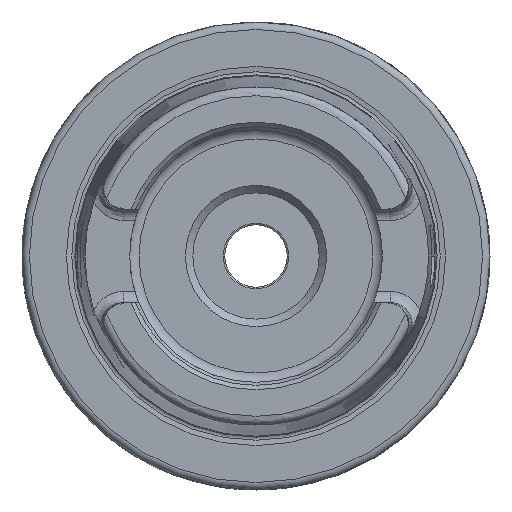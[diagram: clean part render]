
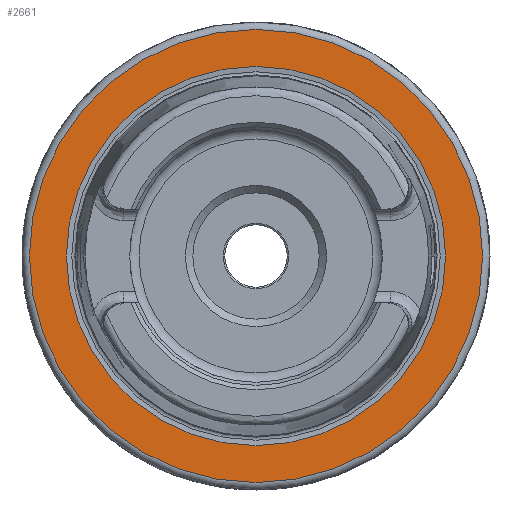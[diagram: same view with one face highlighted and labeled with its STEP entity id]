
A CAD part, left-side view. The second image highlights one B-rep face of the part: STEP entity #2661.
In plain terms, the highlighted planar face has unit normal (-1, 0, 0).
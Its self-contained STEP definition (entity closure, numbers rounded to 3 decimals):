
#127=PLANE('',#2977);
#264=FACE_OUTER_BOUND('',#633,.T.);
#434=CIRCLE('',#2975,25.521);
#435=CIRCLE('',#2976,25.521);
#436=CIRCLE('',#2978,30.5);
#437=CIRCLE('',#2979,30.5);
#481=FACE_BOUND('',#634,.T.);
#633=EDGE_LOOP('',(#2489,#2490));
#634=EDGE_LOOP('',(#2491,#2492));
#1245=VERTEX_POINT('',#6332);
#1246=VERTEX_POINT('',#6334);
#1247=VERTEX_POINT('',#6338);
#1248=VERTEX_POINT('',#6339);
#1661=EDGE_CURVE('',#1246,#1245,#434,.T.);
#1662=EDGE_CURVE('',#1245,#1246,#435,.T.);
#1663=EDGE_CURVE('',#1247,#1248,#436,.T.);
#1664=EDGE_CURVE('',#1248,#1247,#437,.T.);
#2489=ORIENTED_EDGE('',*,*,#1663,.F.);
#2490=ORIENTED_EDGE('',*,*,#1664,.F.);
#2491=ORIENTED_EDGE('',*,*,#1661,.T.);
#2492=ORIENTED_EDGE('',*,*,#1662,.T.);
#2661=ADVANCED_FACE('',(#264,#481),#127,.T.);
#2975=AXIS2_PLACEMENT_3D('',#6335,#3675,#3676);
#2976=AXIS2_PLACEMENT_3D('',#6336,#3677,#3678);
#2977=AXIS2_PLACEMENT_3D('',#6337,#3679,#3680);
#2978=AXIS2_PLACEMENT_3D('',#6340,#3681,#3682);
#2979=AXIS2_PLACEMENT_3D('',#6341,#3683,#3684);
#3675=DIRECTION('center_axis',(1.,0.,0.));
#3676=DIRECTION('ref_axis',(0.,0.,-1.));
#3677=DIRECTION('center_axis',(1.,0.,0.));
#3678=DIRECTION('ref_axis',(0.,0.,-1.));
#3679=DIRECTION('center_axis',(-1.,0.,0.));
#3680=DIRECTION('ref_axis',(0.,0.,1.));
#3681=DIRECTION('center_axis',(1.,0.,0.));
#3682=DIRECTION('ref_axis',(0.,0.,-1.));
#3683=DIRECTION('center_axis',(1.,0.,0.));
#3684=DIRECTION('ref_axis',(0.,0.,-1.));
#6332=CARTESIAN_POINT('',(0.,-25.521,0.));
#6334=CARTESIAN_POINT('',(0.,25.521,0.));
#6335=CARTESIAN_POINT('Origin',(0.,0.,
0.));
#6336=CARTESIAN_POINT('Origin',(0.,0.,
0.));
#6337=CARTESIAN_POINT('Origin',(0.,30.5,0.));
#6338=CARTESIAN_POINT('',(0.,30.5,0.));
#6339=CARTESIAN_POINT('',(0.,0.,30.5));
#6340=CARTESIAN_POINT('Origin',(0.,0.,
0.));
#6341=CARTESIAN_POINT('Origin',(0.,0.,
0.));
